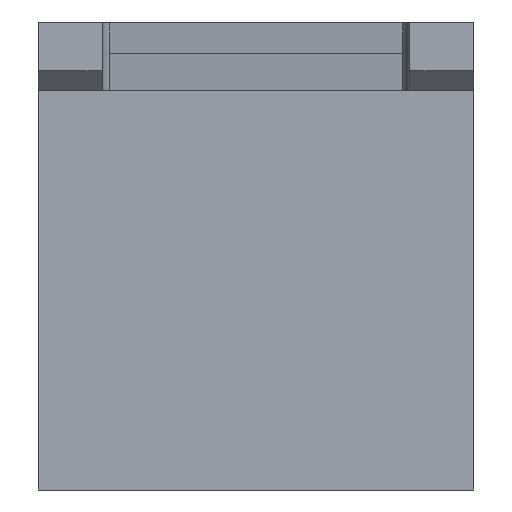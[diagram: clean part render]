
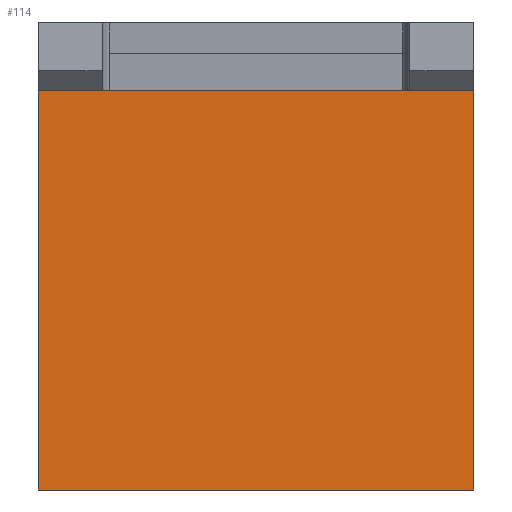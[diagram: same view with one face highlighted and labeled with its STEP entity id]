
A CAD part, left-side view. The second image highlights one B-rep face of the part: STEP entity #114.
In plain terms, the highlighted planar face has unit normal (-1, 0, 0).
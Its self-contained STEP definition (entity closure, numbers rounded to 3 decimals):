
#114 = ADVANCED_FACE ( 'NONE', ( #1039 ), #1038, .F. ) ;
#115 = EDGE_LOOP ( 'NONE', ( #171, #175, #198, #201 ) ) ;
#171 = ORIENTED_EDGE ( 'NONE', *, *, #172, .T. ) ;
#172 = EDGE_CURVE ( 'NONE', #173, #174, #958, .T. ) ;
#173 = VERTEX_POINT ( 'NONE', #954 ) ;
#174 = VERTEX_POINT ( 'NONE', #953 ) ;
#175 = ORIENTED_EDGE ( 'NONE', *, *, #197, .F. ) ;
#176 = VERTEX_POINT ( 'NONE', #952 ) ;
#197 = EDGE_CURVE ( 'NONE', #176, #174, #1020, .T. ) ;
#198 = ORIENTED_EDGE ( 'NONE', *, *, #199, .F. ) ;
#199 = EDGE_CURVE ( 'NONE', #200, #176, #1016, .T. ) ;
#200 = VERTEX_POINT ( 'NONE', #1012 ) ;
#201 = ORIENTED_EDGE ( 'NONE', *, *, #202, .T. ) ;
#202 = EDGE_CURVE ( 'NONE', #200, #173, #1010, .T. ) ;
#952 = CARTESIAN_POINT ( 'NONE',  ( 0., -19.05, 0. ) ) ;
#953 = CARTESIAN_POINT ( 'NONE',  ( 0., 19.05, 0. ) ) ;
#954 = CARTESIAN_POINT ( 'NONE',  ( 0., 19.05, 35.001 ) ) ;
#955 = DIRECTION ( 'NONE',  ( 0., 0., -1. ) ) ;
#956 = VECTOR ( 'NONE', #955, 1000. ) ;
#957 = CARTESIAN_POINT ( 'NONE',  ( 0., 19.05, 35.001 ) ) ;
#958 = LINE ( 'NONE', #957, #956 ) ;
#1007 = DIRECTION ( 'NONE',  ( 0., 1., 0. ) ) ;
#1008 = VECTOR ( 'NONE', #1007, 1000. ) ;
#1009 = CARTESIAN_POINT ( 'NONE',  ( 0., -19.05, 35.001 ) ) ;
#1010 = LINE ( 'NONE', #1009, #1008 ) ;
#1012 = CARTESIAN_POINT ( 'NONE',  ( 0., -19.05, 35.001 ) ) ;
#1013 = DIRECTION ( 'NONE',  ( 0., 0., -1. ) ) ;
#1014 = VECTOR ( 'NONE', #1013, 1000. ) ;
#1015 = CARTESIAN_POINT ( 'NONE',  ( 0., -19.05, 35.001 ) ) ;
#1016 = LINE ( 'NONE', #1015, #1014 ) ;
#1017 = DIRECTION ( 'NONE',  ( 0., 1., 0. ) ) ;
#1018 = VECTOR ( 'NONE', #1017, 1000. ) ;
#1019 = CARTESIAN_POINT ( 'NONE',  ( 0., -19.05, 0. ) ) ;
#1020 = LINE ( 'NONE', #1019, #1018 ) ;
#1029 = DIRECTION ( 'NONE',  ( 0., 0., -1. ) ) ;
#1030 = DIRECTION ( 'NONE',  ( 1., 0., 0. ) ) ;
#1031 = CARTESIAN_POINT ( 'NONE',  ( 0., -19.05, 35.001 ) ) ;
#1032 = AXIS2_PLACEMENT_3D ( 'NONE', #1031, #1030, #1029 ) ;
#1038 = PLANE ( 'NONE',  #1032 ) ;
#1039 = FACE_OUTER_BOUND ( 'NONE', #115, .T. ) ;
